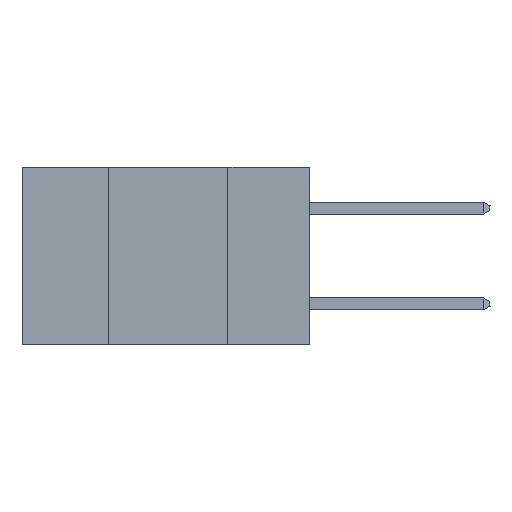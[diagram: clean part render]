
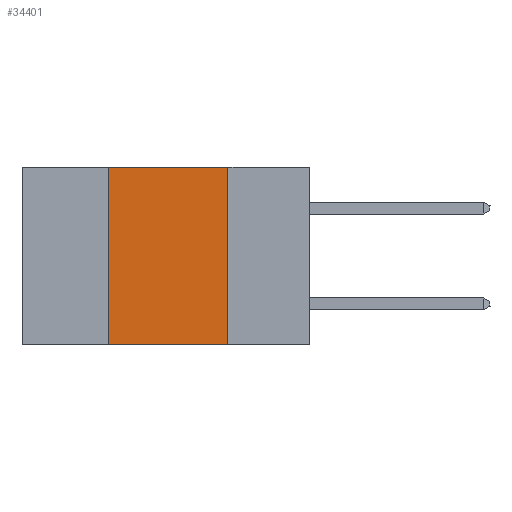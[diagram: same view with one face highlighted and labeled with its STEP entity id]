
A CAD part, left-side view. The second image highlights one B-rep face of the part: STEP entity #34401.
In plain terms, the highlighted planar face has unit normal (-1, 0, 0).
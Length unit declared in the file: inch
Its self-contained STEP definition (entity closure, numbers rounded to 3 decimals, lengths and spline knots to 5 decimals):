
#3932 = DIRECTION ( 'NONE',  ( 0., -1., 0. ) ) ;
#4372 = CARTESIAN_POINT ( 'NONE',  ( 0., 0.17, -0.37 ) ) ;
#6643 = CARTESIAN_POINT ( 'NONE',  ( 0., 0.6, 0. ) ) ;
#6956 = EDGE_CURVE ( 'NONE', #36506, #24418, #8895, .T. ) ;
#8160 = VECTOR ( 'NONE', #37219, 39.37008 ) ;
#8702 = VERTEX_POINT ( 'NONE', #25844 ) ;
#8892 = CARTESIAN_POINT ( 'NONE',  ( 0., 0.17, 0. ) ) ;
#8895 = LINE ( 'NONE', #28950, #14229 ) ;
#9154 = LINE ( 'NONE', #18867, #8160 ) ;
#10244 = EDGE_CURVE ( 'NONE', #8702, #24418, #26621, .T. ) ;
#10289 = ORIENTED_EDGE ( 'NONE', *, *, #10244, .F. ) ;
#13428 = CARTESIAN_POINT ( 'NONE',  ( 0., 0.6, 0. ) ) ;
#14229 = VECTOR ( 'NONE', #3932, 39.37008 ) ;
#14595 = CARTESIAN_POINT ( 'NONE',  ( 0., 0.42, 0. ) ) ;
#15003 = DIRECTION ( 'NONE',  ( 0., 0., -1. ) ) ;
#18756 = PLANE ( 'NONE',  #27131 ) ;
#18867 = CARTESIAN_POINT ( 'NONE',  ( 0., 0.42, 0. ) ) ;
#19300 = DIRECTION ( 'NONE',  ( 0., 0., -1. ) ) ;
#24127 = ORIENTED_EDGE ( 'NONE', *, *, #6956, .T. ) ;
#24418 = VERTEX_POINT ( 'NONE', #4372 ) ;
#25297 = DIRECTION ( 'NONE',  ( 1., 0., 0. ) ) ;
#25844 = CARTESIAN_POINT ( 'NONE',  ( 0., 0.17, 0. ) ) ;
#26621 = LINE ( 'NONE', #8892, #36818 ) ;
#27035 = EDGE_LOOP ( 'NONE', ( #10289, #35432, #34398, #24127 ) ) ;
#27131 = AXIS2_PLACEMENT_3D ( 'NONE', #6643, #25297, #19300 ) ;
#28744 = VERTEX_POINT ( 'NONE', #14595 ) ;
#28950 = CARTESIAN_POINT ( 'NONE',  ( 0., 0.6, -0.37 ) ) ;
#34398 = ORIENTED_EDGE ( 'NONE', *, *, #37541, .F. ) ;
#34401 = ADVANCED_FACE ( 'NONE', ( #35366 ), #18756, .F. ) ;
#34908 = VECTOR ( 'NONE', #38026, 39.37008 ) ;
#35366 = FACE_OUTER_BOUND ( 'NONE', #27035, .T. ) ;
#35432 = ORIENTED_EDGE ( 'NONE', *, *, #37618, .F. ) ;
#36062 = CARTESIAN_POINT ( 'NONE',  ( 0., 0.42, -0.37 ) ) ;
#36506 = VERTEX_POINT ( 'NONE', #36062 ) ;
#36818 = VECTOR ( 'NONE', #15003, 39.37008 ) ;
#37219 = DIRECTION ( 'NONE',  ( 0., 0., 1. ) ) ;
#37541 = EDGE_CURVE ( 'NONE', #36506, #28744, #9154, .T. ) ;
#37618 = EDGE_CURVE ( 'NONE', #28744, #8702, #38317, .T. ) ;
#38026 = DIRECTION ( 'NONE',  ( 0., -1., 0. ) ) ;
#38317 = LINE ( 'NONE', #13428, #34908 ) ;
